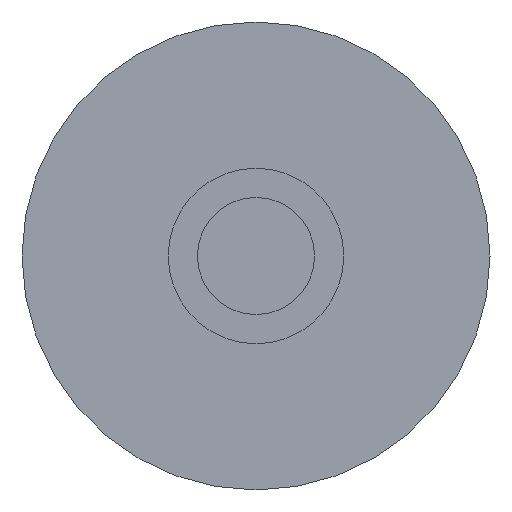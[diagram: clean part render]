
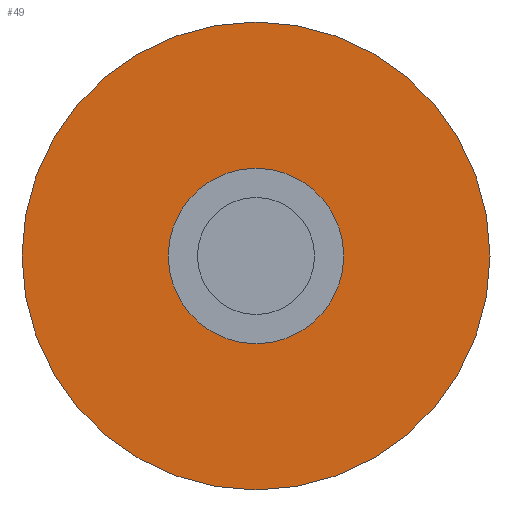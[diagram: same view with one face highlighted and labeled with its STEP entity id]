
A CAD part, left-side view. The second image highlights one B-rep face of the part: STEP entity #49.
In plain terms, the highlighted planar face has unit normal (-1, 0, 0).
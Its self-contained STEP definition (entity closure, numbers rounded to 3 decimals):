
#3 = DIRECTION ( 'NONE',  ( 1., 0., 0. ) ) ;
#7 = AXIS2_PLACEMENT_3D ( 'NONE', #213, #232, #74 ) ;
#13 = EDGE_CURVE ( 'NONE', #99, #99, #234, .T. ) ;
#49 = ADVANCED_FACE ( 'NONE', ( #198, #85 ), #207, .F. ) ;
#57 = CARTESIAN_POINT ( 'NONE',  ( 17.5, 0., 0. ) ) ;
#68 = DIRECTION ( 'NONE',  ( 0., -0.53, -0.848 ) ) ;
#69 = VERTEX_POINT ( 'NONE', #116 ) ;
#74 = DIRECTION ( 'NONE',  ( 0., 1., 0. ) ) ;
#77 = ORIENTED_EDGE ( 'NONE', *, *, #13, .T. ) ;
#85 = FACE_OUTER_BOUND ( 'NONE', #237, .T. ) ;
#99 = VERTEX_POINT ( 'NONE', #143 ) ;
#113 = AXIS2_PLACEMENT_3D ( 'NONE', #270, #3, #68 ) ;
#116 = CARTESIAN_POINT ( 'NONE',  ( 17.5, 7.5, 0. ) ) ;
#129 = ORIENTED_EDGE ( 'NONE', *, *, #238, .T. ) ;
#143 = CARTESIAN_POINT ( 'NONE',  ( 17.5, 20., 0. ) ) ;
#144 = EDGE_LOOP ( 'NONE', ( #129 ) ) ;
#145 = AXIS2_PLACEMENT_3D ( 'NONE', #57, #174, #147 ) ;
#147 = DIRECTION ( 'NONE',  ( 0., 1., 0. ) ) ;
#174 = DIRECTION ( 'NONE',  ( -1., 0., 0. ) ) ;
#190 = CIRCLE ( 'NONE', #7, 7.5 ) ;
#198 = FACE_BOUND ( 'NONE', #144, .T. ) ;
#207 = PLANE ( 'NONE',  #113 ) ;
#213 = CARTESIAN_POINT ( 'NONE',  ( 17.5, 0., 0. ) ) ;
#232 = DIRECTION ( 'NONE',  ( 1., 0., 0. ) ) ;
#234 = CIRCLE ( 'NONE', #145, 20. ) ;
#237 = EDGE_LOOP ( 'NONE', ( #77 ) ) ;
#238 = EDGE_CURVE ( 'NONE', #69, #69, #190, .T. ) ;
#270 = CARTESIAN_POINT ( 'NONE',  ( 17.5, 16.955, -10.608 ) ) ;
